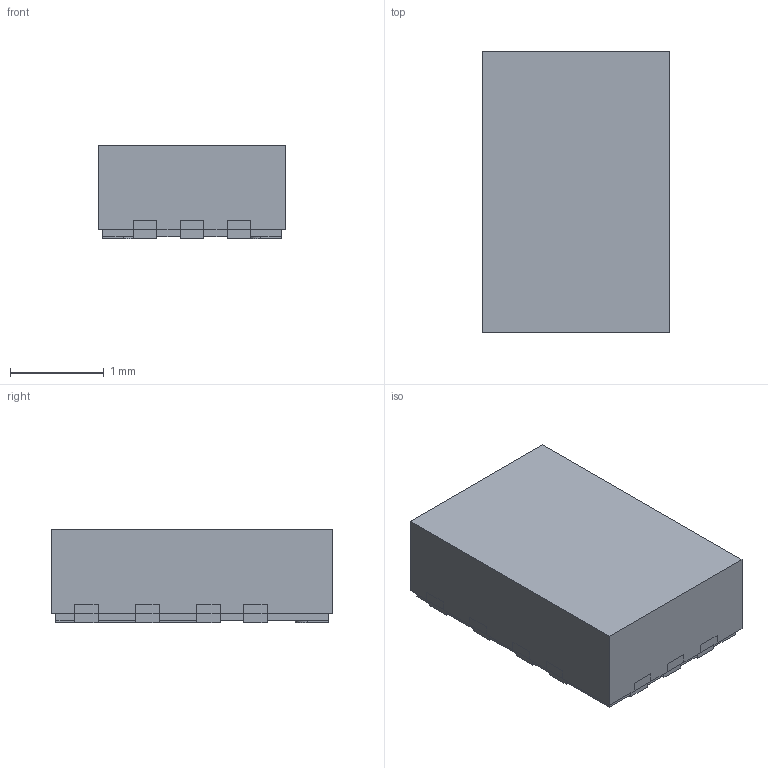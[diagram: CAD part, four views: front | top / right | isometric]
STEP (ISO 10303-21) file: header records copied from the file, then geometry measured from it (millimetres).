
FILE_DESCRIPTION((''),'2;1');
FILE_NAME('RNX0012B_ASM','2017-10-24T14:04:05',('a0412086'),(''),'CREO PARAMETRIC BY PTC INC, 2017260','CREO PARAMETRIC BY PTC INC, 2017260','');
FILE_SCHEMA(('AUTOMOTIVE_DESIGN { 1 0 10303 214 1 1 1 1 }'));
Length unit declared in the file: millimetre
Products named in the file (4): FRAME-RNX0012B_AF0; BODY-QFN_AF0; PIN1-ID; RNX0012B_ASM
Assembly tree (3 placements, depth 2):
  RNX0012B_ASM
    FRAME-RNX0012B_AF0
    BODY-QFN_AF0
    PIN1-ID
Bounding box: 2 x 3 x 1 mm (x, y, z)
Volume: 5.8 mm3; surface area: 29.7 mm2
Topology: 13 solids, 13 shells, 178 faces, 456 edges, 304 vertices
Faces by surface type: plane 158, cylinder 20
Entity records: 7235 total; most frequent: CARTESIAN_POINT 988, DIRECTION 918, ORIENTED_EDGE 912, PRESENTATION_STYLE_ASSIGNMENT 481, STYLED_ITEM 469, CURVE_STYLE 456, EDGE_CURVE 456, VECTOR 416
